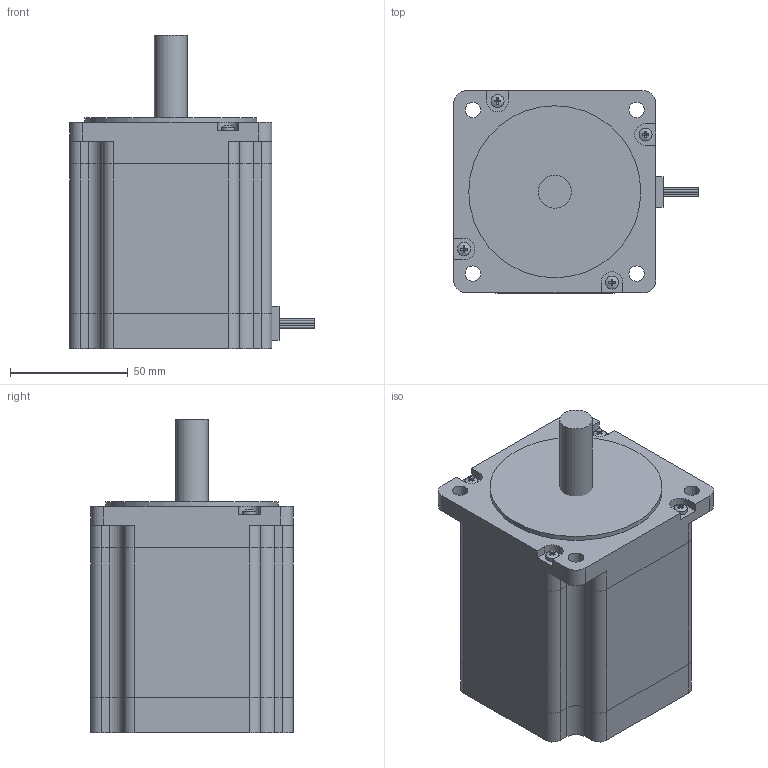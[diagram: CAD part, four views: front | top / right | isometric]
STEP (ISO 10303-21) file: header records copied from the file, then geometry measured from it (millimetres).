
FILE_DESCRIPTION(/* description */ (''),/* implementation_level */ '2;1');
FILE_NAME(/* name */ 'ST8918M4508_A.stp',/* time_stamp */ '2015-09-10T08:00:01+02:00',/* author */ ('schneid_a'),/* organization */ (''),/* preprocessor_version */ 'ST-DEVELOPER v16.1',/* originating_system */ 'Autodesk Inventor 2016',/* authorisation */ '');
FILE_SCHEMA (('AUTOMOTIVE_DESIGN { 1 0 10303 214 3 1 1 }'));
Length unit declared in the file: centimetre
Products named in the file (1): ST8918M4508_A
Bounding box: 103.85 x 85.85 x 133 mm (x, y, z)
Volume: 651014.2 mm3; surface area: 76868.1 mm2
Topology: 19 solids, 19 shells, 297 faces, 664 edges, 381 vertices
Faces by surface type: plane 199, cylinder 90, sphere 4, cone 4
Full cylindrical faces by diameter (mm): 1 x5, 2.459 x4, 4 x4, 5.5 x4, 6.6 x4, 14 x1, 73.025 x1
Entity records: 8290 total; most frequent: DIRECTION 1495, CARTESIAN_POINT 1299, ORIENTED_EDGE 1280, EDGE_CURVE 631, AXIS2_PLACEMENT_3D 566, VERTEX_POINT 370, LINE 363, VECTOR 363
